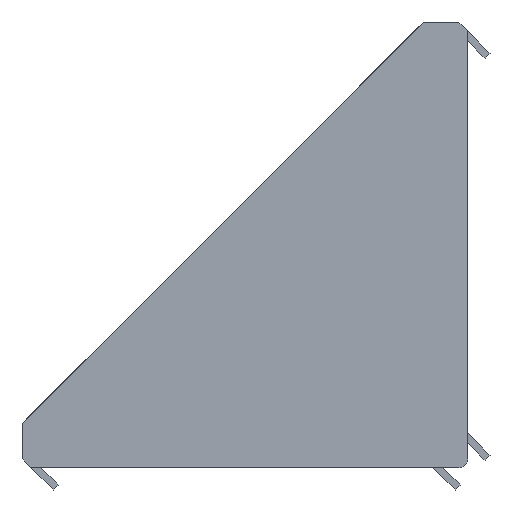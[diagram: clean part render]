
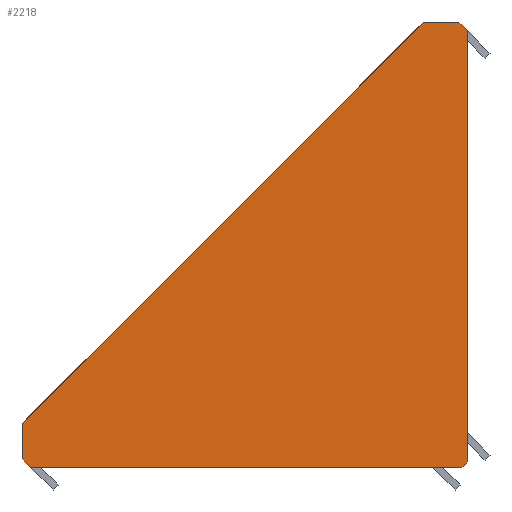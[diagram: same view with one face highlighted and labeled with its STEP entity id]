
A CAD part, left-side view. The second image highlights one B-rep face of the part: STEP entity #2218.
In plain terms, the highlighted planar face has unit normal (-1, 0, 0).
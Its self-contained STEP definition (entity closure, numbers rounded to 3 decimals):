
#32=CIRCLE('',#2369,1.5);
#66=FACE_OUTER_BOUND('',#188,.T.);
#188=EDGE_LOOP('',(#1635,#1636,#1637,#1638,#1639,#1640,#1641,#1642));
#295=LINE('',#3075,#605);
#299=LINE('',#3084,#609);
#330=LINE('',#3161,#640);
#370=LINE('',#3241,#680);
#411=LINE('',#3321,#721);
#420=LINE('',#3337,#730);
#430=LINE('',#3357,#740);
#605=VECTOR('',#2502,1000.);
#609=VECTOR('',#2508,1000.);
#640=VECTOR('',#2563,1000.);
#680=VECTOR('',#2611,1000.);
#721=VECTOR('',#2654,1000.);
#730=VECTOR('',#2665,1000.);
#740=VECTOR('',#2687,1000.);
#915=VERTEX_POINT('',#3072);
#916=VERTEX_POINT('',#3074);
#919=VERTEX_POINT('',#3081);
#920=VERTEX_POINT('',#3083);
#923=VERTEX_POINT('',#3090);
#924=VERTEX_POINT('',#3092);
#1027=VERTEX_POINT('',#3318);
#1028=VERTEX_POINT('',#3320);
#1127=EDGE_CURVE('',#915,#916,#295,.T.);
#1131=EDGE_CURVE('',#919,#920,#299,.T.);
#1135=EDGE_CURVE('',#923,#924,#32,.T.);
#1168=EDGE_CURVE('',#916,#923,#330,.T.);
#1210=EDGE_CURVE('',#924,#919,#370,.T.);
#1251=EDGE_CURVE('',#1027,#1028,#411,.T.);
#1260=EDGE_CURVE('',#1028,#915,#420,.T.);
#1272=EDGE_CURVE('',#920,#1027,#430,.T.);
#1635=ORIENTED_EDGE('',*,*,#1251,.F.);
#1636=ORIENTED_EDGE('',*,*,#1272,.F.);
#1637=ORIENTED_EDGE('',*,*,#1131,.F.);
#1638=ORIENTED_EDGE('',*,*,#1210,.F.);
#1639=ORIENTED_EDGE('',*,*,#1135,.F.);
#1640=ORIENTED_EDGE('',*,*,#1168,.F.);
#1641=ORIENTED_EDGE('',*,*,#1127,.F.);
#1642=ORIENTED_EDGE('',*,*,#1260,.F.);
#2103=PLANE('',#2393);
#2218=ADVANCED_FACE('',(#66),#2103,.F.);
#2369=AXIS2_PLACEMENT_3D('',#3093,#2515,#2516);
#2393=AXIS2_PLACEMENT_3D('',#3370,#2698,#2699);
#2502=DIRECTION('',(0.,-0.707,-0.707));
#2508=DIRECTION('',(0.,0.707,0.707));
#2515=DIRECTION('center_axis',(1.,0.,0.));
#2516=DIRECTION('ref_axis',(0.,0.,-1.));
#2563=DIRECTION('',(0.,0.,-1.));
#2611=DIRECTION('',(0.,1.,0.));
#2654=DIRECTION('',(0.,-0.707,0.707));
#2665=DIRECTION('',(0.,-1.,0.));
#2687=DIRECTION('',(0.,0.,1.));
#2698=DIRECTION('center_axis',(1.,0.,0.));
#2699=DIRECTION('ref_axis',(0.,0.,-1.));
#3072=CARTESIAN_POINT('',(-19.,1.5,76.));
#3074=CARTESIAN_POINT('',(-19.,0.,74.5));
#3075=CARTESIAN_POINT('',(-19.,1.5,76.));
#3081=CARTESIAN_POINT('',(-19.,74.5,0.));
#3083=CARTESIAN_POINT('',(-19.,76.,1.5));
#3084=CARTESIAN_POINT('',(-19.,74.5,0.));
#3090=CARTESIAN_POINT('',(-19.,0.,1.5));
#3092=CARTESIAN_POINT('',(-19.,1.5,0.));
#3093=CARTESIAN_POINT('Origin',(-19.,1.5,1.5));
#3161=CARTESIAN_POINT('',(-19.,0.,74.5));
#3241=CARTESIAN_POINT('',(-19.,1.5,0.));
#3318=CARTESIAN_POINT('',(-19.,76.,7.5));
#3320=CARTESIAN_POINT('',(-19.,7.5,76.));
#3321=CARTESIAN_POINT('',(-19.,76.,7.5));
#3337=CARTESIAN_POINT('',(-19.,7.5,76.));
#3357=CARTESIAN_POINT('',(-19.,76.,1.5));
#3370=CARTESIAN_POINT('Origin',(-19.,1.5,1.5));
